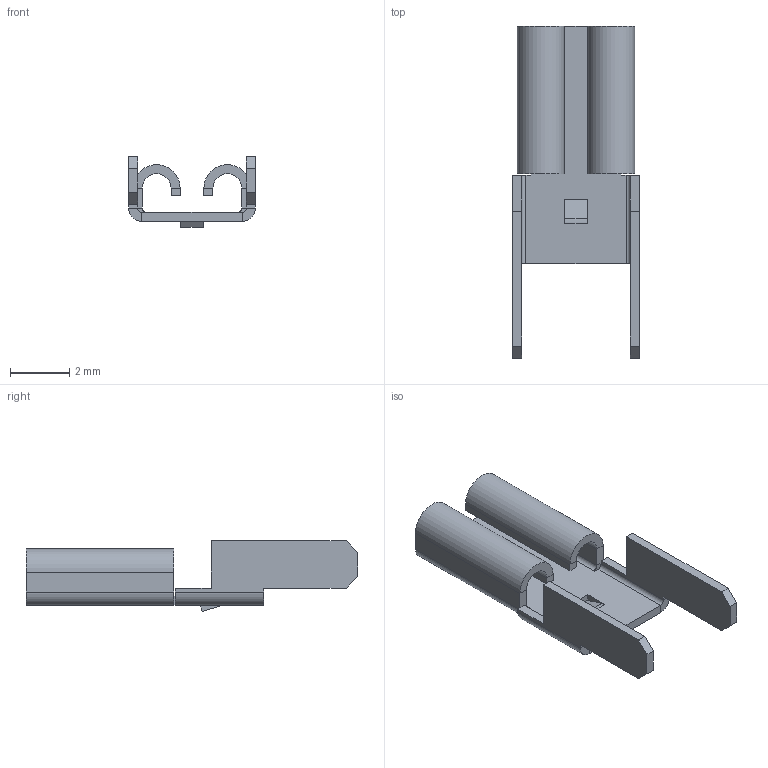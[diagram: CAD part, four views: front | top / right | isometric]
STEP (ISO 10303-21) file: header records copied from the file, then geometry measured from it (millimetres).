
FILE_DESCRIPTION (( 'STEP AP214' ), '1' );
FILE_NAME ('BK-6011.STEP', '2020-02-08T01:00:12', ( '' ), ( '' ), 'SwSTEP 2.0', 'SolidWorks 2017', '' );
FILE_SCHEMA (( 'AUTOMOTIVE_DESIGN' ));
Length unit declared in the file: millimetre
Products named in the file (1): BK-6011
Bounding box: 4.27 x 11.18 x 2.38 mm (x, y, z)
Volume: 23.8 mm3; surface area: 175.1 mm2
Topology: 1 solids, 1 shells, 84 faces, 194 edges, 112 vertices
Faces by surface type: plane 70, cylinder 14
Entity records: 2328 total; most frequent: DIRECTION 392, CARTESIAN_POINT 391, ORIENTED_EDGE 388, EDGE_CURVE 194, VECTOR 166, LINE 166, AXIS2_PLACEMENT_3D 113, VERTEX_POINT 112
